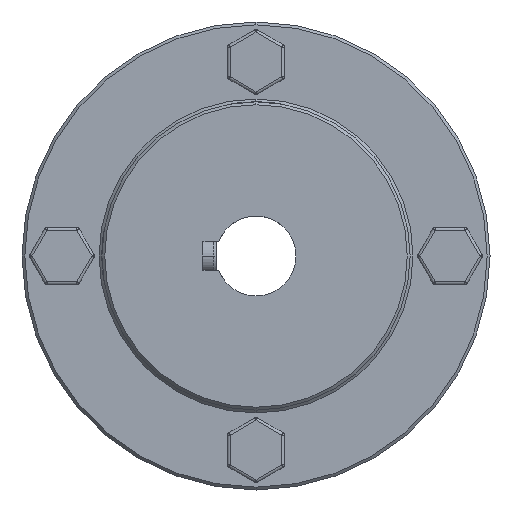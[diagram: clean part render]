
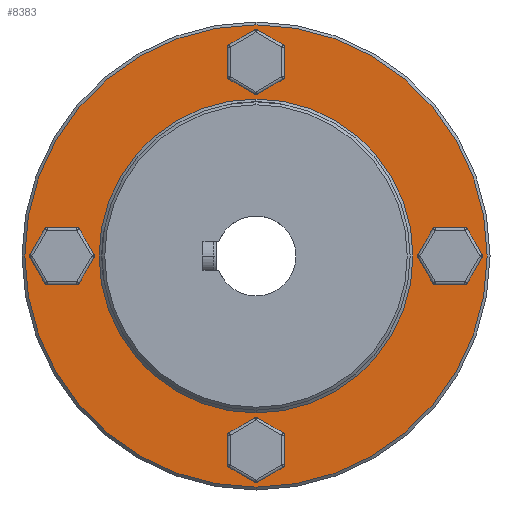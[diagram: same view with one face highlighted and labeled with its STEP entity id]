
A CAD part, left-side view. The second image highlights one B-rep face of the part: STEP entity #8383.
In plain terms, the highlighted planar face has unit normal (-1, 0, 0).
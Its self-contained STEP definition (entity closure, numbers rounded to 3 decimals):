
#64 = CARTESIAN_POINT ( 'NONE',  ( -10., 0., 0. ) ) ;
#65 = DIRECTION ( 'NONE',  ( -1., 0., 0. ) ) ;
#66 = DIRECTION ( 'NONE',  ( 0., 0., 1. ) ) ;
#188 = CARTESIAN_POINT ( 'NONE',  ( -10., 0., -34. ) ) ;
#193 = CARTESIAN_POINT ( 'NONE',  ( -10., -34., 0. ) ) ;
#199 = DIRECTION ( 'NONE',  ( -1., 0., 0. ) ) ;
#200 = DIRECTION ( 'NONE',  ( 0., 0., 1. ) ) ;
#202 = DIRECTION ( 'NONE',  ( -1., 0., 0. ) ) ;
#203 = DIRECTION ( 'NONE',  ( 0., 0., 1. ) ) ;
#317 = CARTESIAN_POINT ( 'NONE',  ( -10., 34., -3. ) ) ;
#318 = CARTESIAN_POINT ( 'NONE',  ( -10., 34., 3. ) ) ;
#321 = CARTESIAN_POINT ( 'NONE',  ( -10., 0., 31. ) ) ;
#322 = CARTESIAN_POINT ( 'NONE',  ( -10., 0., 37. ) ) ;
#325 = CARTESIAN_POINT ( 'NONE',  ( -10., -34., -3. ) ) ;
#326 = CARTESIAN_POINT ( 'NONE',  ( -10., -34., 3. ) ) ;
#329 = CARTESIAN_POINT ( 'NONE',  ( -10., 0., -37. ) ) ;
#330 = CARTESIAN_POINT ( 'NONE',  ( -10., 0., -31. ) ) ;
#351 = CARTESIAN_POINT ( 'NONE',  ( -10., 0., 27.5 ) ) ;
#352 = CARTESIAN_POINT ( 'NONE',  ( -10., 0., -27.5 ) ) ;
#353 = CARTESIAN_POINT ( 'NONE',  ( -10., 0., 40.5 ) ) ;
#354 = CARTESIAN_POINT ( 'NONE',  ( -10., 0., -40.5 ) ) ;
#831 = AXIS2_PLACEMENT_3D ( 'NONE', #1504, #1506, #1507 ) ;
#834 = AXIS2_PLACEMENT_3D ( 'NONE', #1494, #1499, #1500 ) ;
#840 = AXIS2_PLACEMENT_3D ( 'NONE', #1512, #1522, #1523 ) ;
#1012 = AXIS2_PLACEMENT_3D ( 'NONE', #2862, #2867, #2868 ) ;
#1494 = CARTESIAN_POINT ( 'NONE',  ( -10., 0., 0. ) ) ;
#1499 = DIRECTION ( 'NONE',  ( -1., 0., 0. ) ) ;
#1500 = DIRECTION ( 'NONE',  ( 0., 0., 1. ) ) ;
#1504 = CARTESIAN_POINT ( 'NONE',  ( -10., 0., 34. ) ) ;
#1506 = DIRECTION ( 'NONE',  ( -1., 0., 0. ) ) ;
#1507 = DIRECTION ( 'NONE',  ( 0., 0., 1. ) ) ;
#1512 = CARTESIAN_POINT ( 'NONE',  ( -10., 34., 0. ) ) ;
#1522 = DIRECTION ( 'NONE',  ( -1., 0., 0. ) ) ;
#1523 = DIRECTION ( 'NONE',  ( 0., 0., 1. ) ) ;
#2021 = FACE_OUTER_BOUND ( 'NONE', #7705, .T. ) ;
#2027 = FACE_BOUND ( 'NONE', #7699, .T. ) ;
#2028 = FACE_BOUND ( 'NONE', #7707, .T. ) ;
#2030 = FACE_BOUND ( 'NONE', #7702, .T. ) ;
#2032 = FACE_BOUND ( 'NONE', #7703, .T. ) ;
#2034 = FACE_BOUND ( 'NONE', #7704, .T. ) ;
#2862 = CARTESIAN_POINT ( 'NONE',  ( -10., 41., 0. ) ) ;
#2864 = PLANE ( 'NONE',  #1012 ) ;
#2867 = DIRECTION ( 'NONE',  ( -1., 0., 0. ) ) ;
#2868 = DIRECTION ( 'NONE',  ( 0., 0., 1. ) ) ;
#3878 = AXIS2_PLACEMENT_3D ( 'NONE', #6571, #6580, #6581 ) ;
#3885 = AXIS2_PLACEMENT_3D ( 'NONE', #6593, #6596, #6597 ) ;
#6129 = CIRCLE ( 'NONE', #3878, 3. ) ;
#6141 = CIRCLE ( 'NONE', #3885, 3. ) ;
#6571 = CARTESIAN_POINT ( 'NONE',  ( -10., 0., 34. ) ) ;
#6580 = DIRECTION ( 'NONE',  ( -1., 0., 0. ) ) ;
#6581 = DIRECTION ( 'NONE',  ( 0., 0., 1. ) ) ;
#6593 = CARTESIAN_POINT ( 'NONE',  ( -10., -34., 0. ) ) ;
#6596 = DIRECTION ( 'NONE',  ( -1., 0., 0. ) ) ;
#6597 = DIRECTION ( 'NONE',  ( 0., 0., 1. ) ) ;
#6829 = EDGE_CURVE ( 'NONE', #6962, #6961, #11122, .T. ) ;
#6830 = EDGE_CURVE ( 'NONE', #6995, #6996, #11123, .T. ) ;
#6837 = EDGE_CURVE ( 'NONE', #6973, #6974, #11131, .T. ) ;
#6848 = EDGE_CURVE ( 'NONE', #6996, #6995, #11145, .T. ) ;
#6862 = EDGE_CURVE ( 'NONE', #6997, #6998, #11166, .T. ) ;
#6886 = EDGE_CURVE ( 'NONE', #6974, #6973, #11198, .T. ) ;
#6887 = EDGE_CURVE ( 'NONE', #6969, #6970, #11200, .T. ) ;
#6961 = VERTEX_POINT ( 'NONE', #317 ) ;
#6962 = VERTEX_POINT ( 'NONE', #318 ) ;
#6965 = VERTEX_POINT ( 'NONE', #321 ) ;
#6966 = VERTEX_POINT ( 'NONE', #322 ) ;
#6969 = VERTEX_POINT ( 'NONE', #325 ) ;
#6970 = VERTEX_POINT ( 'NONE', #326 ) ;
#6973 = VERTEX_POINT ( 'NONE', #329 ) ;
#6974 = VERTEX_POINT ( 'NONE', #330 ) ;
#6995 = VERTEX_POINT ( 'NONE', #351 ) ;
#6996 = VERTEX_POINT ( 'NONE', #352 ) ;
#6997 = VERTEX_POINT ( 'NONE', #353 ) ;
#6998 = VERTEX_POINT ( 'NONE', #354 ) ;
#7415 = EDGE_CURVE ( 'NONE', #6998, #6997, #11443, .T. ) ;
#7417 = EDGE_CURVE ( 'NONE', #6965, #6966, #11446, .T. ) ;
#7423 = EDGE_CURVE ( 'NONE', #6961, #6962, #11451, .T. ) ;
#7699 = EDGE_LOOP ( 'NONE', ( #8780, #8781 ) ) ;
#7702 = EDGE_LOOP ( 'NONE', ( #8782, #8783 ) ) ;
#7703 = EDGE_LOOP ( 'NONE', ( #8784, #8785 ) ) ;
#7704 = EDGE_LOOP ( 'NONE', ( #8786, #8787 ) ) ;
#7705 = EDGE_LOOP ( 'NONE', ( #8788, #8789 ) ) ;
#7707 = EDGE_LOOP ( 'NONE', ( #8790, #8791 ) ) ;
#8383 = ADVANCED_FACE ( 'NONE', ( #2027, #2030, #2032, #2034, #2021, #2028 ), #2864, .T. ) ;
#8780 = ORIENTED_EDGE ( 'NONE', *, *, #7423, .F. ) ;
#8781 = ORIENTED_EDGE ( 'NONE', *, *, #6829, .F. ) ;
#8782 = ORIENTED_EDGE ( 'NONE', *, *, #7417, .F. ) ;
#8783 = ORIENTED_EDGE ( 'NONE', *, *, #10497, .F. ) ;
#8784 = ORIENTED_EDGE ( 'NONE', *, *, #6887, .F. ) ;
#8785 = ORIENTED_EDGE ( 'NONE', *, *, #10504, .F. ) ;
#8786 = ORIENTED_EDGE ( 'NONE', *, *, #6837, .F. ) ;
#8787 = ORIENTED_EDGE ( 'NONE', *, *, #6886, .F. ) ;
#8788 = ORIENTED_EDGE ( 'NONE', *, *, #7415, .T. ) ;
#8789 = ORIENTED_EDGE ( 'NONE', *, *, #6862, .T. ) ;
#8790 = ORIENTED_EDGE ( 'NONE', *, *, #6848, .T. ) ;
#8791 = ORIENTED_EDGE ( 'NONE', *, *, #6830, .T. ) ;
#9790 = CARTESIAN_POINT ( 'NONE',  ( -10., 34., 0. ) ) ;
#9791 = DIRECTION ( 'NONE',  ( -1., 0., 0. ) ) ;
#9792 = DIRECTION ( 'NONE',  ( 0., 0., 1. ) ) ;
#9793 = CARTESIAN_POINT ( 'NONE',  ( -10., 0., 0. ) ) ;
#9794 = DIRECTION ( 'NONE',  ( 1., 0., 0. ) ) ;
#9795 = DIRECTION ( 'NONE',  ( 0., 0., 1. ) ) ;
#9823 = CARTESIAN_POINT ( 'NONE',  ( -10., 0., -34. ) ) ;
#9824 = DIRECTION ( 'NONE',  ( -1., 0., 0. ) ) ;
#9825 = DIRECTION ( 'NONE',  ( 0., 0., 1. ) ) ;
#9914 = CARTESIAN_POINT ( 'NONE',  ( -10., 0., 0. ) ) ;
#9915 = DIRECTION ( 'NONE',  ( 1., 0., 0. ) ) ;
#9916 = DIRECTION ( 'NONE',  ( 0., 0., 1. ) ) ;
#10497 = EDGE_CURVE ( 'NONE', #6966, #6965, #6129, .T. ) ;
#10504 = EDGE_CURVE ( 'NONE', #6970, #6969, #6141, .T. ) ;
#10510 = AXIS2_PLACEMENT_3D ( 'NONE', #9790, #9791, #9792 ) ;
#10511 = AXIS2_PLACEMENT_3D ( 'NONE', #9793, #9794, #9795 ) ;
#10515 = AXIS2_PLACEMENT_3D ( 'NONE', #9823, #9824, #9825 ) ;
#10517 = AXIS2_PLACEMENT_3D ( 'NONE', #9914, #9915, #9916 ) ;
#10525 = AXIS2_PLACEMENT_3D ( 'NONE', #64, #65, #66 ) ;
#10531 = AXIS2_PLACEMENT_3D ( 'NONE', #193, #202, #203 ) ;
#10532 = AXIS2_PLACEMENT_3D ( 'NONE', #188, #199, #200 ) ;
#11122 = CIRCLE ( 'NONE', #10510, 3. ) ;
#11123 = CIRCLE ( 'NONE', #10511, 27.5 ) ;
#11131 = CIRCLE ( 'NONE', #10515, 3. ) ;
#11145 = CIRCLE ( 'NONE', #10517, 27.5 ) ;
#11166 = CIRCLE ( 'NONE', #10525, 40.5 ) ;
#11198 = CIRCLE ( 'NONE', #10532, 3. ) ;
#11200 = CIRCLE ( 'NONE', #10531, 3. ) ;
#11443 = CIRCLE ( 'NONE', #834, 40.5 ) ;
#11446 = CIRCLE ( 'NONE', #831, 3. ) ;
#11451 = CIRCLE ( 'NONE', #840, 3. ) ;
